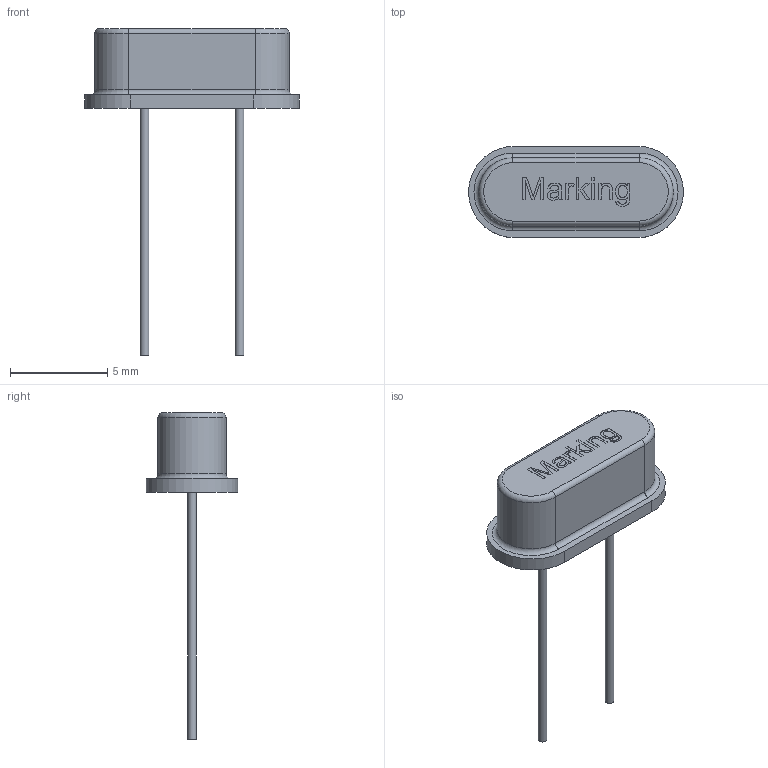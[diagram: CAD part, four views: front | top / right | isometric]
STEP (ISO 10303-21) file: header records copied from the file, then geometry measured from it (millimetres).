
FILE_DESCRIPTION(/* description */ ('Unknown'),/* implementation_level */ '2;1');
FILE_NAME(/* name */ '8300xxxxxB_11,05x4,7x16,8',/* time_stamp */ '2018-08-22T12:08:34+02:00',/* author */ ('Unknown'),/* organization */ ('Unknown'),/* preprocessor_version */ 'ST-DEVELOPER v16.7',/* originating_system */ 'DEX',/* authorisation */ $);
FILE_SCHEMA (('AUTOMOTIVE_DESIGN {1 0 10303 214 3 1 1}'));
Length unit declared in the file: millimetre
Products named in the file (1): 11,05x4,7x16,8
Bounding box: 11.05 x 4.7 x 16.8 mm (x, y, z)
Volume: 146.8 mm3; surface area: 228 mm2
Topology: 3 solids, 3 shells, 101 faces, 238 edges, 156 vertices
Faces by surface type: plane 69, bspline 16, cylinder 12, torus 4
Full cylindrical faces by diameter (mm): 0.45 x2, 1.5 x2
Entity records: 4162 total; most frequent: CARTESIAN_POINT 1419, ORIENTED_EDGE 466, DIRECTION 309, EDGE_CURVE 233, VERTEX_POINT 156, B_SPLINE_CURVE_WITH_KNOTS 124, EDGE_LOOP 119, FACE_BOUND 119
